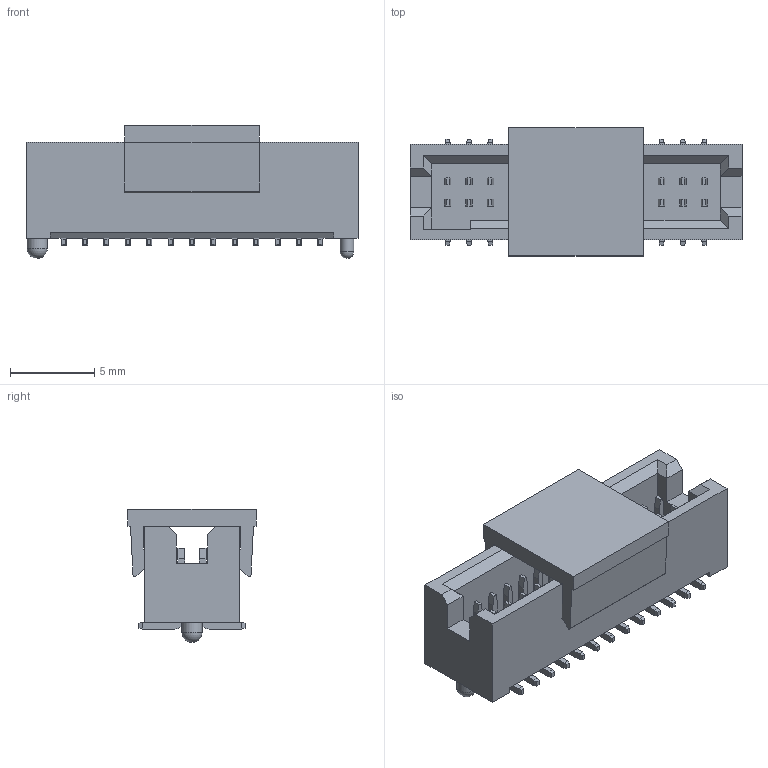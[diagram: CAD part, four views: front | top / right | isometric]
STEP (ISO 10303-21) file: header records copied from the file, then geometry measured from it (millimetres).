
FILE_DESCRIPTION( ('This file contains a STEP AP42 implementation' ,'as created by ZW3D STEP Interface translator.') ,'2;1' );
FILE_NAME( '3131B-XXMXXXK00X2.stp' ,'231115.162340', (''), ('ZWCAD Software Co.'), 'Version 1.0', 'ZW3D to STEP translator', '' );
FILE_SCHEMA(('AUTOMOTIVE_DESIGN { 1 0 10303 214 1 1 1 1 }'));
Length unit declared in the file: millimetre
Products named in the file (1): 0
Bounding box: 19.71 x 7.6 x 7.9 mm (x, y, z)
Volume: 482.3 mm3; surface area: 1132.4 mm2
Topology: 2 solids, 2 shells, 822 faces, 2159 edges, 1315 vertices
Faces by surface type: plane 732, cylinder 88, sphere 2
Full cylindrical faces by diameter (mm): 0.8 x1, 1.2 x1
Entity records: 25443 total; most frequent: CARTESIAN_POINT 4451, ORIENTED_EDGE 4314, DIRECTION 3929, EDGE_CURVE 2157, VECTOR 1927, LINE 1927, VERTEX_POINT 1315, AXIS2_PLACEMENT_3D 1001
